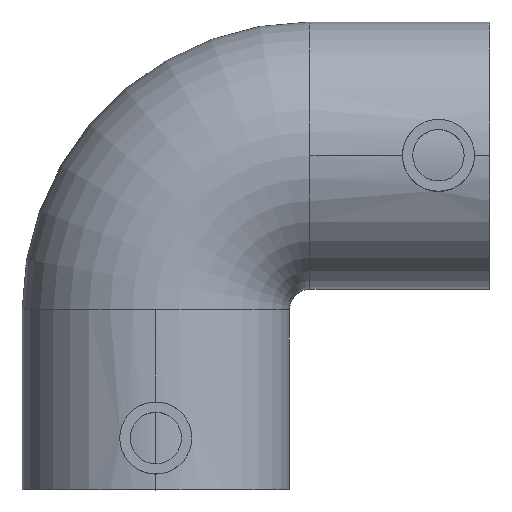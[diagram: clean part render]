
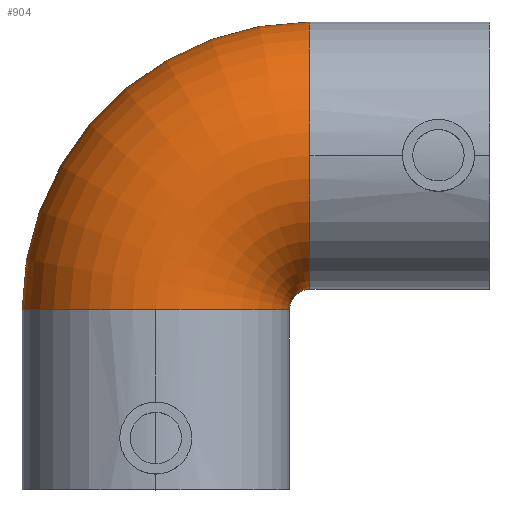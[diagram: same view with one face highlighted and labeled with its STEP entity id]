
A CAD part, top view. The second image highlights one B-rep face of the part: STEP entity #904.
In plain terms, the highlighted toroidal (fillet/blend) face has major radius 30 mm and minor radius 26 mm.
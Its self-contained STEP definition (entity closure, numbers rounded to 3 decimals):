
#71 = DIRECTION ( 'NONE',  ( -1., 0., 0. ) ) ;
#80 = AXIS2_PLACEMENT_3D ( 'NONE', #1038, #553, #457 ) ;
#141 = CIRCLE ( 'NONE', #951, 26. ) ;
#144 = CIRCLE ( 'NONE', #80, 26. ) ;
#174 = CARTESIAN_POINT ( 'NONE',  ( 0., 35., 0. ) ) ;
#202 = CARTESIAN_POINT ( 'NONE',  ( 0., 35., 26. ) ) ;
#238 = EDGE_CURVE ( 'NONE', #373, #266, #346, .T. ) ;
#266 = VERTEX_POINT ( 'NONE', #569 ) ;
#346 = CIRCLE ( 'NONE', #651, 26. ) ;
#373 = VERTEX_POINT ( 'NONE', #202 ) ;
#389 = DIRECTION ( 'NONE',  ( -1., 0., 0. ) ) ;
#441 = CARTESIAN_POINT ( 'NONE',  ( 30., 35., 0. ) ) ;
#457 = DIRECTION ( 'NONE',  ( 0., 0., 1. ) ) ;
#458 = CARTESIAN_POINT ( 'NONE',  ( 30., 65., 0. ) ) ;
#494 = DIRECTION ( 'NONE',  ( 0., 1., 0. ) ) ;
#496 = ORIENTED_EDGE ( 'NONE', *, *, #523, .F. ) ;
#523 = EDGE_CURVE ( 'NONE', #1002, #989, #1147, .T. ) ;
#534 = CARTESIAN_POINT ( 'NONE',  ( 30., 65., 26. ) ) ;
#553 = DIRECTION ( 'NONE',  ( 1., 0., 0. ) ) ;
#560 = AXIS2_PLACEMENT_3D ( 'NONE', #677, #1042, #747 ) ;
#569 = CARTESIAN_POINT ( 'NONE',  ( 26., 35., 0. ) ) ;
#572 = FACE_OUTER_BOUND ( 'NONE', #668, .T. ) ;
#604 = CIRCLE ( 'NONE', #932, 4. ) ;
#651 = AXIS2_PLACEMENT_3D ( 'NONE', #174, #1025, #1203 ) ;
#666 = CIRCLE ( 'NONE', #837, 56. ) ;
#668 = EDGE_LOOP ( 'NONE', ( #695, #1036, #1099, #946, #670, #496 ) ) ;
#669 = TOROIDAL_SURFACE ( 'NONE', #560, 30., 26. ) ;
#670 = ORIENTED_EDGE ( 'NONE', *, *, #854, .F. ) ;
#677 = CARTESIAN_POINT ( 'NONE',  ( 30., 35., 0. ) ) ;
#679 = CARTESIAN_POINT ( 'NONE',  ( 30., 39., 0. ) ) ;
#695 = ORIENTED_EDGE ( 'NONE', *, *, #1102, .F. ) ;
#747 = DIRECTION ( 'NONE',  ( -1., 0., 0. ) ) ;
#756 = DIRECTION ( 'NONE',  ( 0., 0., 1. ) ) ;
#786 = AXIS2_PLACEMENT_3D ( 'NONE', #458, #1039, #1031 ) ;
#837 = AXIS2_PLACEMENT_3D ( 'NONE', #441, #1187, #71 ) ;
#854 = EDGE_CURVE ( 'NONE', #989, #1193, #144, .T. ) ;
#872 = EDGE_CURVE ( 'NONE', #266, #1193, #604, .T. ) ;
#904 = ADVANCED_FACE ( 'NONE', ( #572 ), #669, .T. ) ;
#927 = CARTESIAN_POINT ( 'NONE',  ( 30., 35., 0. ) ) ;
#932 = AXIS2_PLACEMENT_3D ( 'NONE', #927, #940, #389 ) ;
#940 = DIRECTION ( 'NONE',  ( 0., 0., -1. ) ) ;
#946 = ORIENTED_EDGE ( 'NONE', *, *, #872, .T. ) ;
#951 = AXIS2_PLACEMENT_3D ( 'NONE', #953, #494, #756 ) ;
#953 = CARTESIAN_POINT ( 'NONE',  ( 0., 35., 0. ) ) ;
#989 = VERTEX_POINT ( 'NONE', #534 ) ;
#1002 = VERTEX_POINT ( 'NONE', #1007 ) ;
#1007 = CARTESIAN_POINT ( 'NONE',  ( 30., 91., 0. ) ) ;
#1025 = DIRECTION ( 'NONE',  ( 0., 1., 0. ) ) ;
#1031 = DIRECTION ( 'NONE',  ( 0., 0., 1. ) ) ;
#1036 = ORIENTED_EDGE ( 'NONE', *, *, #1152, .T. ) ;
#1038 = CARTESIAN_POINT ( 'NONE',  ( 30., 65., 0. ) ) ;
#1039 = DIRECTION ( 'NONE',  ( 1., 0., 0. ) ) ;
#1042 = DIRECTION ( 'NONE',  ( 0., 0., -1. ) ) ;
#1050 = CARTESIAN_POINT ( 'NONE',  ( -26., 35., 0. ) ) ;
#1099 = ORIENTED_EDGE ( 'NONE', *, *, #238, .T. ) ;
#1102 = EDGE_CURVE ( 'NONE', #1141, #1002, #666, .T. ) ;
#1141 = VERTEX_POINT ( 'NONE', #1050 ) ;
#1147 = CIRCLE ( 'NONE', #786, 26. ) ;
#1152 = EDGE_CURVE ( 'NONE', #1141, #373, #141, .T. ) ;
#1187 = DIRECTION ( 'NONE',  ( 0., 0., -1. ) ) ;
#1193 = VERTEX_POINT ( 'NONE', #679 ) ;
#1203 = DIRECTION ( 'NONE',  ( 0., 0., 1. ) ) ;
